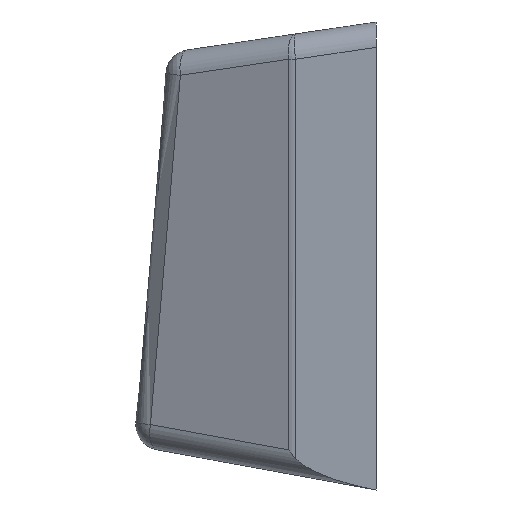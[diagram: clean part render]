
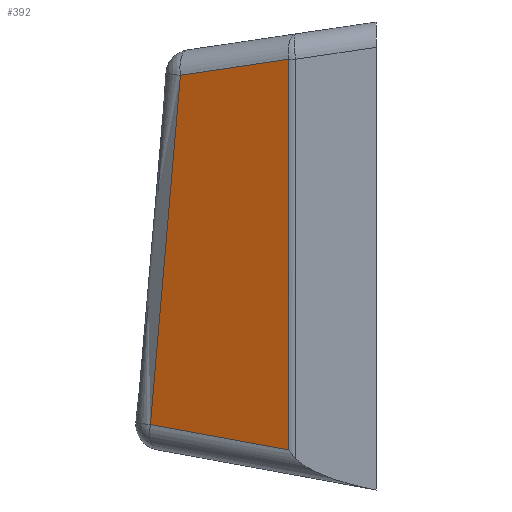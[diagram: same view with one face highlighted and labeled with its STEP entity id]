
A CAD part, left-side view. The second image highlights one B-rep face of the part: STEP entity #392.
In plain terms, the highlighted planar face has unit normal (-0.906, 0.423, 0).
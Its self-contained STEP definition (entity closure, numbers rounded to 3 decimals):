
#10 = CARTESIAN_POINT ( 'NONE',  ( 2.536, 7.663, -2.084 ) ) ;
#15 = AXIS2_PLACEMENT_3D ( 'NONE', #944, #765, #1489 ) ;
#34 = CARTESIAN_POINT ( 'NONE',  ( 2.601, 7.803, -3.717 ) ) ;
#51 = EDGE_CURVE ( 'NONE', #60, #465, #2083, .T. ) ;
#60 = VERTEX_POINT ( 'NONE', #471 ) ;
#144 = LINE ( 'NONE', #1939, #2248 ) ;
#154 = EDGE_CURVE ( 'NONE', #1887, #60, #144, .T. ) ;
#216 = CARTESIAN_POINT ( 'NONE',  ( 2.634, 7.873, -4.534 ) ) ;
#219 = PLANE ( 'NONE',  #15 ) ;
#222 = EDGE_LOOP ( 'NONE', ( #1649, #410, #961, #315 ) ) ;
#315 = ORIENTED_EDGE ( 'NONE', *, *, #154, .T. ) ;
#316 = DIRECTION ( 'NONE',  ( -0.417, -0.894, -0.164 ) ) ;
#367 = CARTESIAN_POINT ( 'NONE',  ( 3.011, 8.68, -13.941 ) ) ;
#392 = ADVANCED_FACE ( 'NONE', ( #811 ), #219, .F. ) ;
#410 = ORIENTED_EDGE ( 'NONE', *, *, #1146, .T. ) ;
#460 = CARTESIAN_POINT ( 'NONE',  ( 0.561, 3.431, -18.3 ) ) ;
#465 = VERTEX_POINT ( 'NONE', #869 ) ;
#471 = CARTESIAN_POINT ( 'NONE',  ( 0.561, 3.431, -16.732 ) ) ;
#582 = CARTESIAN_POINT ( 'NONE',  ( 2.861, 8.359, -10.205 ) ) ;
#706 = B_SPLINE_CURVE_WITH_KNOTS ( 'NONE', 3,
 ( #10, #1834, #34, #216, #940, #2349, #752, #582, #2169, #2026, #367, #894, #1670 ),
 .UNSPECIFIED., .F., .F.,
 ( 4, 3, 3, 3, 4 ),
 ( 0., 0.002, 0.007, 0.011, 0.014 ),
 .UNSPECIFIED. ) ;
#752 = CARTESIAN_POINT ( 'NONE',  ( 2.804, 8.238, -8.788 ) ) ;
#765 = DIRECTION ( 'NONE',  ( 0.906, -0.423, 0. ) ) ;
#811 = FACE_OUTER_BOUND ( 'NONE', #222, .T. ) ;
#817 = DIRECTION ( 'NONE',  ( 0., 0., 1. ) ) ;
#869 = CARTESIAN_POINT ( 'NONE',  ( 0.561, 3.431, -1.457 ) ) ;
#894 = CARTESIAN_POINT ( 'NONE',  ( 3.047, 8.758, -14.841 ) ) ;
#940 = CARTESIAN_POINT ( 'NONE',  ( 2.691, 7.994, -5.952 ) ) ;
#944 = CARTESIAN_POINT ( 'NONE',  ( 1.9, 6.3, -18.3 ) ) ;
#960 = CARTESIAN_POINT ( 'NONE',  ( 2.806, 8.242, -2.169 ) ) ;
#961 = ORIENTED_EDGE ( 'NONE', *, *, #2009, .T. ) ;
#1103 = VECTOR ( 'NONE', #817, 1000. ) ;
#1135 = LINE ( 'NONE', #960, #2191 ) ;
#1146 = EDGE_CURVE ( 'NONE', #465, #1605, #1135, .T. ) ;
#1243 = CARTESIAN_POINT ( 'NONE',  ( 2.536, 7.663, -2.084 ) ) ;
#1489 = DIRECTION ( 'NONE',  ( 0.423, 0.906, 0. ) ) ;
#1605 = VERTEX_POINT ( 'NONE', #1243 ) ;
#1649 = ORIENTED_EDGE ( 'NONE', *, *, #51, .T. ) ;
#1670 = CARTESIAN_POINT ( 'NONE',  ( 3.083, 8.835, -15.741 ) ) ;
#1745 = CARTESIAN_POINT ( 'NONE',  ( 3.083, 8.835, -15.741 ) ) ;
#1831 = DIRECTION ( 'NONE',  ( 0.419, 0.898, -0.133 ) ) ;
#1834 = CARTESIAN_POINT ( 'NONE',  ( 2.569, 7.733, -2.9 ) ) ;
#1887 = VERTEX_POINT ( 'NONE', #1745 ) ;
#1939 = CARTESIAN_POINT ( 'NONE',  ( 1.757, 5.993, -16.262 ) ) ;
#2009 = EDGE_CURVE ( 'NONE', #1605, #1887, #706, .T. ) ;
#2026 = CARTESIAN_POINT ( 'NONE',  ( 2.975, 8.603, -13.041 ) ) ;
#2083 = LINE ( 'NONE', #460, #1103 ) ;
#2169 = CARTESIAN_POINT ( 'NONE',  ( 2.918, 8.481, -11.623 ) ) ;
#2191 = VECTOR ( 'NONE', #1831, 1000. ) ;
#2248 = VECTOR ( 'NONE', #316, 1000. ) ;
#2349 = CARTESIAN_POINT ( 'NONE',  ( 2.747, 8.116, -7.37 ) ) ;
